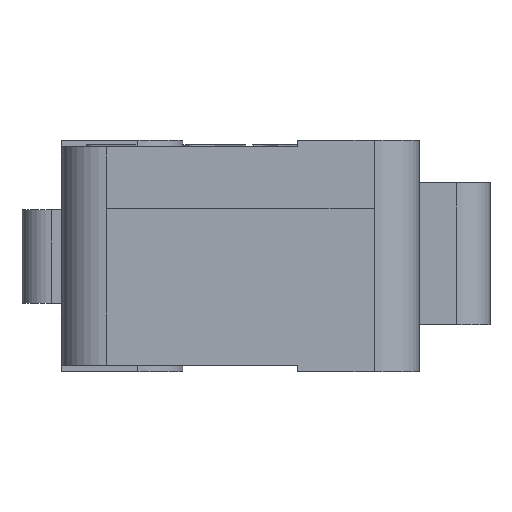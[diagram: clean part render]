
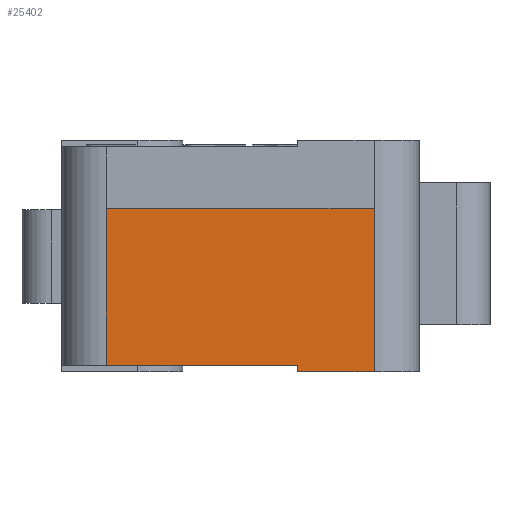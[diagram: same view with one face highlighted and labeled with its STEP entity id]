
A CAD part, left-side view. The second image highlights one B-rep face of the part: STEP entity #25402.
In plain terms, the highlighted planar face has unit normal (-1, 0, 0).
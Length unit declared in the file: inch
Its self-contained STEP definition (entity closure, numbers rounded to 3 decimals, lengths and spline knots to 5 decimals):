
#15787=CARTESIAN_POINT('',(-1.1378,0.25295,0.28543));
#15788=VERTEX_POINT('',#15787);
#15813=CARTESIAN_POINT('',(-1.1378,0.25295,0.01181));
#15814=VERTEX_POINT('',#15813);
#15822=CARTESIAN_POINT('',(-1.1378,0.25295,0.01181));
#15823=DIRECTION('',(0.0,0.0,1.0));
#15824=VECTOR('',#15823,0.27362);
#15825=LINE('',#15822,#15824);
#15826=EDGE_CURVE('',#15814,#15788,#15825,.T.);
#15858=CARTESIAN_POINT('',(-1.1378,-0.21555,0.28543));
#15859=VERTEX_POINT('',#15858);
#15860=CARTESIAN_POINT('',(-1.1378,-0.21555,0.28543));
#15861=DIRECTION('',(0.0,1.0,0.0));
#15862=VECTOR('',#15861,0.4685);
#15863=LINE('',#15860,#15862);
#15864=EDGE_CURVE('',#15859,#15788,#15863,.T.);
#15921=CARTESIAN_POINT('',(-1.1378,-0.21555,0.0));
#15922=VERTEX_POINT('',#15921);
#15923=CARTESIAN_POINT('',(-1.1378,-0.21555,0.0));
#15924=DIRECTION('',(0.0,0.0,1.0));
#15925=VECTOR('',#15924,0.28543);
#15926=LINE('',#15923,#15925);
#15927=EDGE_CURVE('',#15922,#15859,#15926,.T.);
#25031=CARTESIAN_POINT('',(-1.1378,-0.08169,0.01181));
#25032=VERTEX_POINT('',#25031);
#25040=CARTESIAN_POINT('',(-1.1378,-0.08169,0.0));
#25041=VERTEX_POINT('',#25040);
#25048=CARTESIAN_POINT('',(-1.1378,-0.08169,0.01181));
#25049=DIRECTION('',(0.0,0.0,-1.0));
#25050=VECTOR('',#25049,0.01181);
#25051=LINE('',#25048,#25050);
#25052=EDGE_CURVE('',#25032,#25041,#25051,.T.);
#25088=CARTESIAN_POINT('',(-1.1378,0.25295,0.01181));
#25089=DIRECTION('',(0.0,-1.0,0.0));
#25090=VECTOR('',#25089,0.33465);
#25091=LINE('',#25088,#25090);
#25092=EDGE_CURVE('',#15814,#25032,#25091,.T.);
#25139=CARTESIAN_POINT('',(-1.1378,-0.21555,0.0));
#25140=DIRECTION('',(0.0,1.0,0.0));
#25141=VECTOR('',#25140,0.13386);
#25142=LINE('',#25139,#25141);
#25143=EDGE_CURVE('',#15922,#25041,#25142,.T.);
#25389=CARTESIAN_POINT('',(-1.1378,-0.23898,-0.01427));
#25390=DIRECTION('',(-1.0,0.0,0.0));
#25391=DIRECTION('',(0.0,0.0,1.0));
#25392=AXIS2_PLACEMENT_3D('',#25389,#25390,#25391);
#25393=PLANE('',#25392);
#25394=ORIENTED_EDGE('',*,*,#15864,.T.);
#25395=ORIENTED_EDGE('',*,*,#15826,.F.);
#25396=ORIENTED_EDGE('',*,*,#25092,.T.);
#25397=ORIENTED_EDGE('',*,*,#25052,.T.);
#25398=ORIENTED_EDGE('',*,*,#25143,.F.);
#25399=ORIENTED_EDGE('',*,*,#15927,.T.);
#25400=EDGE_LOOP('',(#25394,#25395,#25396,#25397,#25398,#25399));
#25401=FACE_OUTER_BOUND('',#25400,.T.);
#25402=ADVANCED_FACE('',(#25401),#25393,.T.);
